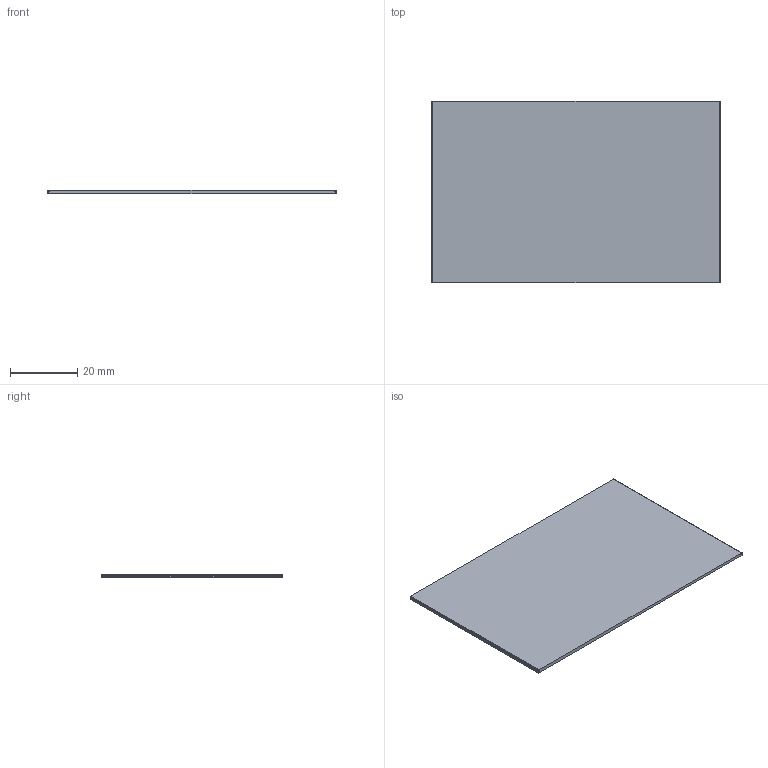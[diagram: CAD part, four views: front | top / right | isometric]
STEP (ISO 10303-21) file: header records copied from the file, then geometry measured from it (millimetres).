
FILE_DESCRIPTION((''),'2;1');
FILE_NAME('CardA.stp','2016-03-14T14:15:44',('Administrator'),(''),'Autodesk Inventor 2008','Autodesk Inventor 2008','');
FILE_SCHEMA(('AUTOMOTIVE_DESIGN { 1 0 10303 214 1 1 1 1 }'));
Length unit declared in the file: millimetre
Products named in the file (1): CardA
Bounding box: 86 x 54 x 1 mm (x, y, z)
Volume: 4606 mm3; surface area: 9870.2 mm2
Topology: 1 solids, 1 shells, 19 faces, 47 edges, 20 vertices
Faces by surface type: plane 14, cylinder 5
Full cylindrical faces by diameter (mm): 0.5 x1
Entity records: 619 total; most frequent: CARTESIAN_POINT 163, DIRECTION 92, ORIENTED_EDGE 88, EDGE_CURVE 44, VECTOR 32, LINE 32, AXIS2_PLACEMENT_3D 30, EDGE_LOOP 20
